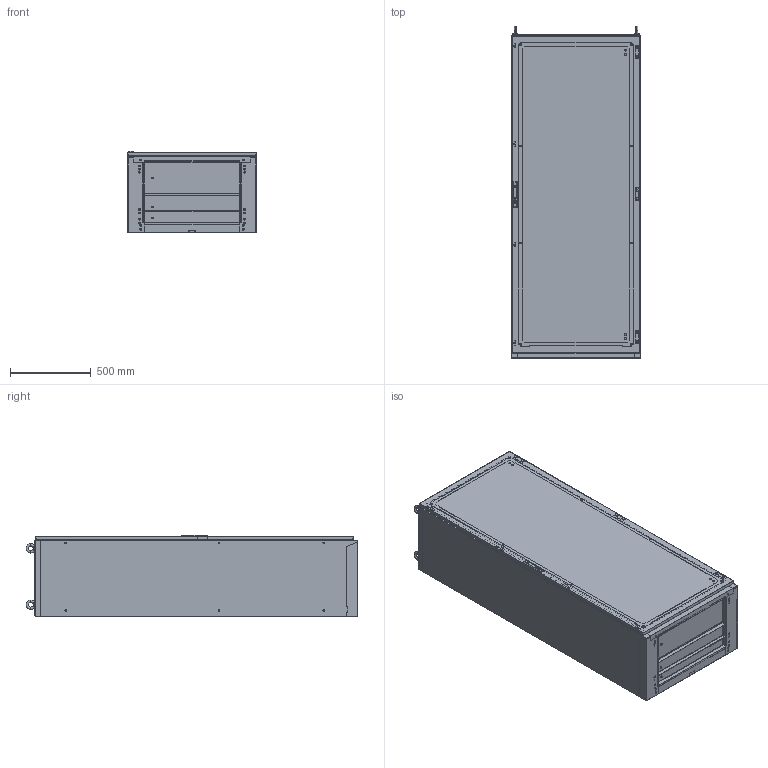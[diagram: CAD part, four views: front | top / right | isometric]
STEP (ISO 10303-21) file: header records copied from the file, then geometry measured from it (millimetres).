
FILE_DESCRIPTION (( 'STEP AP214' ), '1' );
FILE_NAME ('0390-8020-50-07.step', '2022-07-28T11:22:16', ( '' ), ( '' ), 'SwSTEP 2.0', 'SolidWorks 2019', '' );
FILE_SCHEMA (( 'AUTOMOTIVE_DESIGN' ));
Length unit declared in the file: millimetre
Products named in the file (5): Dachplatte_ss_0390-8000-50-07; Korpus_ss_8020-50; Bodenplattensatz_s_0396-8000-50-03; 0390-8020-50-07; TuerR_s_0395-8020-00-97
Assembly tree (4 placements, depth 2):
  0390-8020-50-07
    Korpus_ss_8020-50
    TuerR_s_0395-8020-00-97
    Dachplatte_ss_0390-8000-50-07
    Bodenplattensatz_s_0396-8000-50-03
Bounding box: 800 x 2057.99 x 507.5 mm (x, y, z)
Volume: 13092819.6 mm3; surface area: 14621817.5 mm2
Topology: 38 solids, 38 shells, 4222 faces, 11169 edges, 7382 vertices
Faces by surface type: plane 2296, cylinder 1724, cone 166, torus 24, bspline 12
Entity records: 161356 total; most frequent: CARTESIAN_POINT 24715, DIRECTION 23027, ORIENTED_EDGE 22338, EDGE_CURVE 11169, AXIS2_PLACEMENT_3D 7914, VERTEX_POINT 7382, VECTOR 7199, LINE 7199
